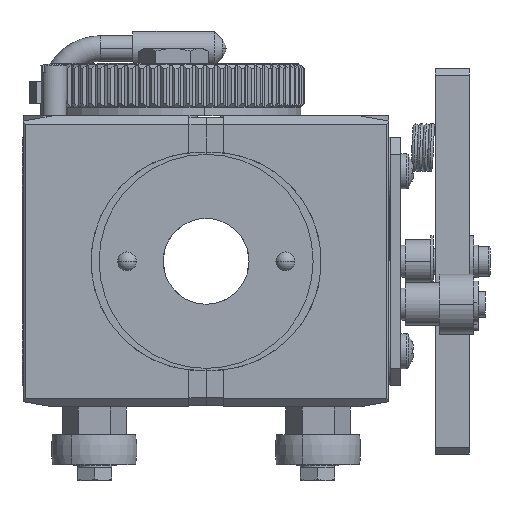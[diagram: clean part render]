
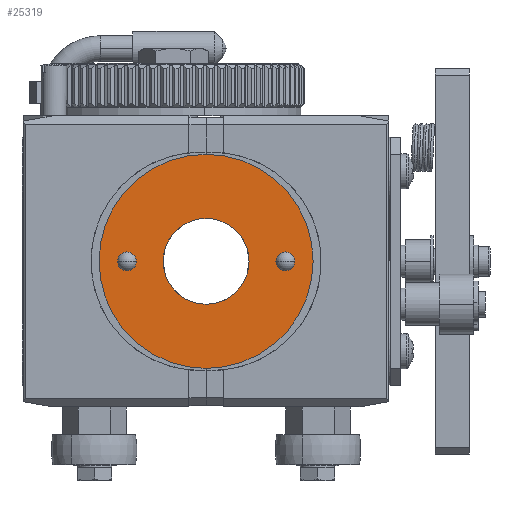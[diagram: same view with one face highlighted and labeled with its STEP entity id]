
A CAD part, left-side view. The second image highlights one B-rep face of the part: STEP entity #25319.
In plain terms, the highlighted planar face has unit normal (-1, 0, 0).
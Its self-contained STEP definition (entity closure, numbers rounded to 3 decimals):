
#11321 = DIRECTION ( 'NONE',  ( 0., 1., 0. ) ) ;
#11497 = DIRECTION ( 'NONE',  ( 0., 1., 0. ) ) ;
#11981 = EDGE_CURVE ( 'NONE', #74006, #217242, #45987, .T. ) ;
#14224 = DIRECTION ( 'NONE',  ( 1., 0., 0. ) ) ;
#19083 = ORIENTED_EDGE ( 'NONE', *, *, #68239, .T. ) ;
#21665 = DIRECTION ( 'NONE',  ( -1., 0., 0. ) ) ;
#25319 = ADVANCED_FACE ( 'NONE', ( #137090, #222396, #40590, #227956 ), #145420, .F. ) ;
#25762 = AXIS2_PLACEMENT_3D ( 'NONE', #134967, #193756, #90364 ) ;
#26627 = VERTEX_POINT ( 'NONE', #202396 ) ;
#36703 = VERTEX_POINT ( 'NONE', #74619 ) ;
#37284 = AXIS2_PLACEMENT_3D ( 'NONE', #247007, #140703, #226009 ) ;
#40590 = FACE_BOUND ( 'NONE', #135296, .T. ) ;
#45987 = CIRCLE ( 'NONE', #37284, 25. ) ;
#50429 = CARTESIAN_POINT ( 'NONE',  ( -58.5, 0., 0. ) ) ;
#52713 = EDGE_CURVE ( 'NONE', #92186, #86336, #140980, .T. ) ;
#54587 = CIRCLE ( 'NONE', #139314, 1.225 ) ;
#55907 = ORIENTED_EDGE ( 'NONE', *, *, #118895, .T. ) ;
#56850 = CARTESIAN_POINT ( 'NONE',  ( -58.5, -25., 0. ) ) ;
#66214 = AXIS2_PLACEMENT_3D ( 'NONE', #230731, #250358, #78369 ) ;
#68239 = EDGE_CURVE ( 'NONE', #36703, #115778, #95874, .T. ) ;
#74006 = VERTEX_POINT ( 'NONE', #230779 ) ;
#74619 = CARTESIAN_POINT ( 'NONE',  ( -58.5, 17.275, 0. ) ) ;
#77169 = CARTESIAN_POINT ( 'NONE',  ( -58.5, -10.025, 0. ) ) ;
#78369 = DIRECTION ( 'NONE',  ( 0., -1., 0. ) ) ;
#78410 = CARTESIAN_POINT ( 'NONE',  ( -58.5, -18.5, 0. ) ) ;
#86336 = VERTEX_POINT ( 'NONE', #139598 ) ;
#87124 = AXIS2_PLACEMENT_3D ( 'NONE', #101141, #208686, #229753 ) ;
#90364 = DIRECTION ( 'NONE',  ( 0., 1., 0. ) ) ;
#90513 = CIRCLE ( 'NONE', #99438, 25. ) ;
#91385 = AXIS2_PLACEMENT_3D ( 'NONE', #50429, #241948, #11321 ) ;
#92186 = VERTEX_POINT ( 'NONE', #187959 ) ;
#95874 = CIRCLE ( 'NONE', #87124, 1.225 ) ;
#98652 = ORIENTED_EDGE ( 'NONE', *, *, #266840, .T. ) ;
#99438 = AXIS2_PLACEMENT_3D ( 'NONE', #187931, #21665, #273189 ) ;
#101141 = CARTESIAN_POINT ( 'NONE',  ( -58.5, 18.5, 0. ) ) ;
#109340 = ORIENTED_EDGE ( 'NONE', *, *, #52713, .T. ) ;
#112131 = CARTESIAN_POINT ( 'NONE',  ( -58.5, 0., 0. ) ) ;
#115778 = VERTEX_POINT ( 'NONE', #207877 ) ;
#118895 = EDGE_CURVE ( 'NONE', #115778, #36703, #54587, .T. ) ;
#126602 = DIRECTION ( 'NONE',  ( 1., 0., 0. ) ) ;
#127982 = CARTESIAN_POINT ( 'NONE',  ( -58.5, 18.5, 0. ) ) ;
#134967 = CARTESIAN_POINT ( 'NONE',  ( -58.5, -18.5, 0. ) ) ;
#135296 = EDGE_LOOP ( 'NONE', ( #55907, #19083 ) ) ;
#137090 = FACE_BOUND ( 'NONE', #187277, .T. ) ;
#139314 = AXIS2_PLACEMENT_3D ( 'NONE', #127982, #126602, #147526 ) ;
#139598 = CARTESIAN_POINT ( 'NONE',  ( -58.5, -17.275, 0. ) ) ;
#140703 = DIRECTION ( 'NONE',  ( -1., 0., 0. ) ) ;
#140980 = CIRCLE ( 'NONE', #230254, 1.225 ) ;
#145420 = PLANE ( 'NONE',  #66214 ) ;
#147526 = DIRECTION ( 'NONE',  ( 0., -1., 0. ) ) ;
#150250 = CIRCLE ( 'NONE', #168241, 10.025 ) ;
#154387 = EDGE_CURVE ( 'NONE', #217242, #74006, #90513, .T. ) ;
#168241 = AXIS2_PLACEMENT_3D ( 'NONE', #112131, #219715, #11497 ) ;
#185883 = EDGE_CURVE ( 'NONE', #26627, #255425, #150250, .T. ) ;
#187277 = EDGE_LOOP ( 'NONE', ( #98652, #109340 ) ) ;
#187931 = CARTESIAN_POINT ( 'NONE',  ( -58.5, 0., 0. ) ) ;
#187959 = CARTESIAN_POINT ( 'NONE',  ( -58.5, -19.725, 0. ) ) ;
#193756 = DIRECTION ( 'NONE',  ( 1., 0., 0. ) ) ;
#198851 = ORIENTED_EDGE ( 'NONE', *, *, #185883, .F. ) ;
#202396 = CARTESIAN_POINT ( 'NONE',  ( -58.5, 10.025, 0. ) ) ;
#206441 = EDGE_CURVE ( 'NONE', #255425, #26627, #243236, .T. ) ;
#207586 = ORIENTED_EDGE ( 'NONE', *, *, #154387, .T. ) ;
#207877 = CARTESIAN_POINT ( 'NONE',  ( -58.5, 19.725, 0. ) ) ;
#208353 = DIRECTION ( 'NONE',  ( 0., 1., 0. ) ) ;
#208686 = DIRECTION ( 'NONE',  ( 1., 0., 0. ) ) ;
#213015 = CIRCLE ( 'NONE', #25762, 1.225 ) ;
#214490 = EDGE_LOOP ( 'NONE', ( #264624, #198851 ) ) ;
#217242 = VERTEX_POINT ( 'NONE', #56850 ) ;
#219715 = DIRECTION ( 'NONE',  ( -1., 0., 0. ) ) ;
#222396 = FACE_OUTER_BOUND ( 'NONE', #233968, .T. ) ;
#226009 = DIRECTION ( 'NONE',  ( 0., 1., 0. ) ) ;
#227956 = FACE_BOUND ( 'NONE', #214490, .T. ) ;
#228471 = ORIENTED_EDGE ( 'NONE', *, *, #11981, .T. ) ;
#229753 = DIRECTION ( 'NONE',  ( 0., -1., 0. ) ) ;
#230254 = AXIS2_PLACEMENT_3D ( 'NONE', #78410, #14224, #208353 ) ;
#230731 = CARTESIAN_POINT ( 'NONE',  ( -58.5, 0., 0. ) ) ;
#230779 = CARTESIAN_POINT ( 'NONE',  ( -58.5, 25., 0. ) ) ;
#233968 = EDGE_LOOP ( 'NONE', ( #228471, #207586 ) ) ;
#241948 = DIRECTION ( 'NONE',  ( -1., 0., 0. ) ) ;
#243236 = CIRCLE ( 'NONE', #91385, 10.025 ) ;
#247007 = CARTESIAN_POINT ( 'NONE',  ( -58.5, 0., 0. ) ) ;
#250358 = DIRECTION ( 'NONE',  ( 1., 0., 0. ) ) ;
#255425 = VERTEX_POINT ( 'NONE', #77169 ) ;
#264624 = ORIENTED_EDGE ( 'NONE', *, *, #206441, .F. ) ;
#266840 = EDGE_CURVE ( 'NONE', #86336, #92186, #213015, .T. ) ;
#273189 = DIRECTION ( 'NONE',  ( 0., 1., 0. ) ) ;
